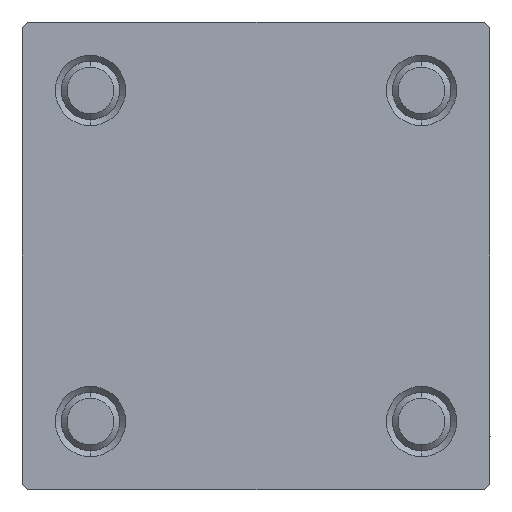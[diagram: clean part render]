
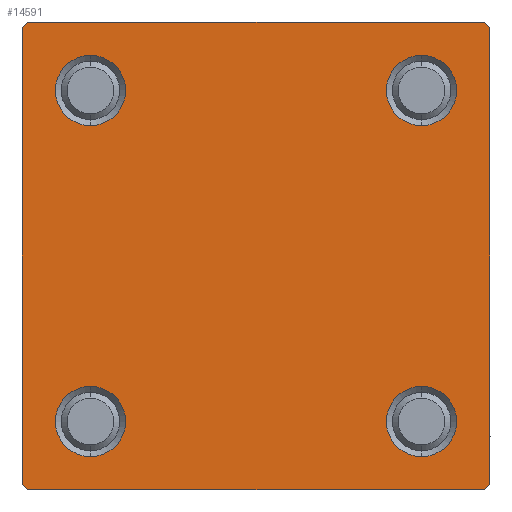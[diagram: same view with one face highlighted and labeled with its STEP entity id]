
A CAD part, left-side view. The second image highlights one B-rep face of the part: STEP entity #14591.
In plain terms, the highlighted planar face has unit normal (-1, 0, 0).
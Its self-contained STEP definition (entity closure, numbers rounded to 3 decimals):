
#109 = VERTEX_POINT ( 'NONE', #7376 ) ;
#226 = EDGE_CURVE ( 'NONE', #24851, #10274, #43820, .T. ) ;
#576 = DIRECTION ( 'NONE',  ( 0., -1., 0. ) ) ;
#622 = CARTESIAN_POINT ( 'NONE',  ( 0., -20., -19.5 ) ) ;
#660 = EDGE_CURVE ( 'NONE', #43731, #21021, #45469, .T. ) ;
#710 = VERTEX_POINT ( 'NONE', #46731 ) ;
#1078 = CARTESIAN_POINT ( 'NONE',  ( 0., 20., -20. ) ) ;
#1100 = AXIS2_PLACEMENT_3D ( 'NONE', #44092, #1791, #47421 ) ;
#1361 = ORIENTED_EDGE ( 'NONE', *, *, #44065, .T. ) ;
#1609 = VERTEX_POINT ( 'NONE', #622 ) ;
#1791 = DIRECTION ( 'NONE',  ( 1., 0., 0. ) ) ;
#2270 = FACE_BOUND ( 'NONE', #20566, .T. ) ;
#2446 = ORIENTED_EDGE ( 'NONE', *, *, #30913, .T. ) ;
#2561 = CARTESIAN_POINT ( 'NONE',  ( 0., 14.15, 17.15 ) ) ;
#3022 = LINE ( 'NONE', #23115, #12601 ) ;
#3430 = CIRCLE ( 'NONE', #7497, 3. ) ;
#3606 = CARTESIAN_POINT ( 'NONE',  ( 0., 14.15, 11.15 ) ) ;
#3921 = EDGE_CURVE ( 'NONE', #19298, #13156, #3430, .T. ) ;
#4912 = CARTESIAN_POINT ( 'NONE',  ( 0., 20., 20. ) ) ;
#5117 = AXIS2_PLACEMENT_3D ( 'NONE', #30367, #29859, #10513 ) ;
#5148 = CARTESIAN_POINT ( 'NONE',  ( 0., -14.15, -14.15 ) ) ;
#5515 = VERTEX_POINT ( 'NONE', #28518 ) ;
#5934 = VERTEX_POINT ( 'NONE', #21436 ) ;
#6098 = ORIENTED_EDGE ( 'NONE', *, *, #226, .T. ) ;
#6245 = CARTESIAN_POINT ( 'NONE',  ( 0., 20., 20. ) ) ;
#6264 = CARTESIAN_POINT ( 'NONE',  ( 0., 20., -19.5 ) ) ;
#6401 = DIRECTION ( 'NONE',  ( 1., 0., 0. ) ) ;
#7376 = CARTESIAN_POINT ( 'NONE',  ( 0., 19.5, -20. ) ) ;
#7484 = EDGE_CURVE ( 'NONE', #5515, #26302, #39318, .T. ) ;
#7497 = AXIS2_PLACEMENT_3D ( 'NONE', #33367, #6401, #14776 ) ;
#7817 = ORIENTED_EDGE ( 'NONE', *, *, #33186, .T. ) ;
#7972 = CIRCLE ( 'NONE', #23410, 3. ) ;
#8595 = ORIENTED_EDGE ( 'NONE', *, *, #7484, .T. ) ;
#9130 = ORIENTED_EDGE ( 'NONE', *, *, #3921, .T. ) ;
#9786 = DIRECTION ( 'NONE',  ( 1., 0., 0. ) ) ;
#9802 = DIRECTION ( 'NONE',  ( 0., -1., 0. ) ) ;
#10093 = CARTESIAN_POINT ( 'NONE',  ( 0., 19.5, 20. ) ) ;
#10127 = AXIS2_PLACEMENT_3D ( 'NONE', #21356, #37643, #32809 ) ;
#10274 = VERTEX_POINT ( 'NONE', #49284 ) ;
#10386 = FACE_BOUND ( 'NONE', #39289, .T. ) ;
#10431 = VECTOR ( 'NONE', #9802, 1000. ) ;
#10513 = DIRECTION ( 'NONE',  ( 0., 0., 1. ) ) ;
#10593 = EDGE_CURVE ( 'NONE', #5934, #1609, #39014, .T. ) ;
#10979 = DIRECTION ( 'NONE',  ( 0., -0.707, 0.707 ) ) ;
#11049 = AXIS2_PLACEMENT_3D ( 'NONE', #44712, #9786, #25325 ) ;
#11957 = CARTESIAN_POINT ( 'NONE',  ( 0., -20., 20. ) ) ;
#11993 = CARTESIAN_POINT ( 'NONE',  ( 0., -19.5, 20. ) ) ;
#12081 = AXIS2_PLACEMENT_3D ( 'NONE', #48118, #36115, #47610 ) ;
#12307 = VERTEX_POINT ( 'NONE', #6264 ) ;
#12568 = VERTEX_POINT ( 'NONE', #24054 ) ;
#12601 = VECTOR ( 'NONE', #15477, 1000. ) ;
#13156 = VERTEX_POINT ( 'NONE', #2561 ) ;
#13815 = ORIENTED_EDGE ( 'NONE', *, *, #41801, .F. ) ;
#14007 = ORIENTED_EDGE ( 'NONE', *, *, #14725, .T. ) ;
#14113 = DIRECTION ( 'NONE',  ( 0., 0.707, 0.707 ) ) ;
#14591 = ADVANCED_FACE ( 'NONE', ( #37147, #10386, #2270, #48392, #17783 ), #48888, .T. ) ;
#14725 = EDGE_CURVE ( 'NONE', #12307, #109, #3022, .T. ) ;
#14776 = DIRECTION ( 'NONE',  ( 0., 0., 1. ) ) ;
#15268 = DIRECTION ( 'NONE',  ( 0., 0., -1. ) ) ;
#15477 = DIRECTION ( 'NONE',  ( 0., -0.707, -0.707 ) ) ;
#15559 = CARTESIAN_POINT ( 'NONE',  ( 0., -19.75, -19.75 ) ) ;
#15676 = CIRCLE ( 'NONE', #5117, 3. ) ;
#16851 = ORIENTED_EDGE ( 'NONE', *, *, #27591, .T. ) ;
#17783 = FACE_OUTER_BOUND ( 'NONE', #30275, .T. ) ;
#17834 = EDGE_CURVE ( 'NONE', #26302, #5515, #46051, .T. ) ;
#18937 = ORIENTED_EDGE ( 'NONE', *, *, #29069, .T. ) ;
#19298 = VERTEX_POINT ( 'NONE', #3606 ) ;
#20246 = CARTESIAN_POINT ( 'NONE',  ( 0., 14.15, -11.15 ) ) ;
#20514 = CIRCLE ( 'NONE', #34337, 3. ) ;
#20566 = EDGE_LOOP ( 'NONE', ( #6098, #23116 ) ) ;
#20813 = VECTOR ( 'NONE', #15268, 1000. ) ;
#21021 = VERTEX_POINT ( 'NONE', #11993 ) ;
#21356 = CARTESIAN_POINT ( 'NONE',  ( 0., 0., 0. ) ) ;
#21436 = CARTESIAN_POINT ( 'NONE',  ( 0., -19.5, -20. ) ) ;
#21498 = EDGE_CURVE ( 'NONE', #32456, #710, #7972, .T. ) ;
#22743 = CARTESIAN_POINT ( 'NONE',  ( 0., -14.15, 14.15 ) ) ;
#23115 = CARTESIAN_POINT ( 'NONE',  ( 0., 19.75, -19.75 ) ) ;
#23116 = ORIENTED_EDGE ( 'NONE', *, *, #32356, .T. ) ;
#23410 = AXIS2_PLACEMENT_3D ( 'NONE', #5148, #36205, #47961 ) ;
#24047 = CIRCLE ( 'NONE', #11049, 3. ) ;
#24054 = CARTESIAN_POINT ( 'NONE',  ( 0., -20., 19.5 ) ) ;
#24075 = AXIS2_PLACEMENT_3D ( 'NONE', #22743, #34198, #33674 ) ;
#24851 = VERTEX_POINT ( 'NONE', #20246 ) ;
#25325 = DIRECTION ( 'NONE',  ( 0., 0., 1. ) ) ;
#25353 = CARTESIAN_POINT ( 'NONE',  ( 0., -19.75, 19.75 ) ) ;
#25736 = CARTESIAN_POINT ( 'NONE',  ( 0., -14.15, -11.15 ) ) ;
#26228 = ORIENTED_EDGE ( 'NONE', *, *, #10593, .T. ) ;
#26302 = VERTEX_POINT ( 'NONE', #43010 ) ;
#26991 = LINE ( 'NONE', #11957, #20813 ) ;
#27228 = VECTOR ( 'NONE', #10979, 1000. ) ;
#27505 = VERTEX_POINT ( 'NONE', #38081 ) ;
#27591 = EDGE_CURVE ( 'NONE', #12568, #21021, #48812, .T. ) ;
#27622 = EDGE_LOOP ( 'NONE', ( #47926, #8595 ) ) ;
#28518 = CARTESIAN_POINT ( 'NONE',  ( 0., -14.15, 11.15 ) ) ;
#29069 = EDGE_CURVE ( 'NONE', #109, #5934, #36461, .T. ) ;
#29294 = DIRECTION ( 'NONE',  ( 1., 0., 0. ) ) ;
#29859 = DIRECTION ( 'NONE',  ( 1., 0., 0. ) ) ;
#30275 = EDGE_LOOP ( 'NONE', ( #42773, #14007, #18937, #26228, #13815, #16851, #33250, #2446 ) ) ;
#30367 = CARTESIAN_POINT ( 'NONE',  ( 0., -14.15, -14.15 ) ) ;
#30913 = EDGE_CURVE ( 'NONE', #43731, #27505, #38660, .T. ) ;
#32356 = EDGE_CURVE ( 'NONE', #10274, #24851, #20514, .T. ) ;
#32367 = CARTESIAN_POINT ( 'NONE',  ( 0., 14.15, -14.15 ) ) ;
#32450 = VECTOR ( 'NONE', #576, 1000. ) ;
#32456 = VERTEX_POINT ( 'NONE', #25736 ) ;
#32809 = DIRECTION ( 'NONE',  ( 0., 0., 1. ) ) ;
#33186 = EDGE_CURVE ( 'NONE', #710, #32456, #15676, .T. ) ;
#33250 = ORIENTED_EDGE ( 'NONE', *, *, #660, .F. ) ;
#33342 = EDGE_CURVE ( 'NONE', #27505, #12307, #39804, .T. ) ;
#33367 = CARTESIAN_POINT ( 'NONE',  ( 0., 14.15, 14.15 ) ) ;
#33674 = DIRECTION ( 'NONE',  ( 0., 0., 1. ) ) ;
#34198 = DIRECTION ( 'NONE',  ( 1., 0., 0. ) ) ;
#34337 = AXIS2_PLACEMENT_3D ( 'NONE', #32367, #29294, #44861 ) ;
#34438 = ORIENTED_EDGE ( 'NONE', *, *, #21498, .T. ) ;
#35212 = VECTOR ( 'NONE', #35955, 1000. ) ;
#35955 = DIRECTION ( 'NONE',  ( 0., 0., -1. ) ) ;
#36115 = DIRECTION ( 'NONE',  ( 1., 0., 0. ) ) ;
#36205 = DIRECTION ( 'NONE',  ( 1., 0., 0. ) ) ;
#36461 = LINE ( 'NONE', #1078, #32450 ) ;
#37147 = FACE_BOUND ( 'NONE', #27622, .T. ) ;
#37643 = DIRECTION ( 'NONE',  ( -1., 0., 0. ) ) ;
#37896 = DIRECTION ( 'NONE',  ( 0., 0.707, -0.707 ) ) ;
#38081 = CARTESIAN_POINT ( 'NONE',  ( 0., 20., 19.5 ) ) ;
#38660 = LINE ( 'NONE', #50406, #48018 ) ;
#39014 = LINE ( 'NONE', #15559, #27228 ) ;
#39289 = EDGE_LOOP ( 'NONE', ( #34438, #7817 ) ) ;
#39318 = CIRCLE ( 'NONE', #1100, 3. ) ;
#39804 = LINE ( 'NONE', #4912, #35212 ) ;
#41801 = EDGE_CURVE ( 'NONE', #12568, #1609, #26991, .T. ) ;
#42773 = ORIENTED_EDGE ( 'NONE', *, *, #33342, .T. ) ;
#43010 = CARTESIAN_POINT ( 'NONE',  ( 0., -14.15, 17.15 ) ) ;
#43731 = VERTEX_POINT ( 'NONE', #10093 ) ;
#43820 = CIRCLE ( 'NONE', #12081, 3. ) ;
#44065 = EDGE_CURVE ( 'NONE', #13156, #19298, #24047, .T. ) ;
#44092 = CARTESIAN_POINT ( 'NONE',  ( 0., -14.15, 14.15 ) ) ;
#44712 = CARTESIAN_POINT ( 'NONE',  ( 0., 14.15, 14.15 ) ) ;
#44861 = DIRECTION ( 'NONE',  ( 0., 0., 1. ) ) ;
#45469 = LINE ( 'NONE', #6245, #10431 ) ;
#46051 = CIRCLE ( 'NONE', #24075, 3. ) ;
#46731 = CARTESIAN_POINT ( 'NONE',  ( 0., -14.15, -17.15 ) ) ;
#47108 = VECTOR ( 'NONE', #14113, 1000. ) ;
#47305 = EDGE_LOOP ( 'NONE', ( #1361, #9130 ) ) ;
#47421 = DIRECTION ( 'NONE',  ( 0., 0., 1. ) ) ;
#47610 = DIRECTION ( 'NONE',  ( 0., 0., 1. ) ) ;
#47926 = ORIENTED_EDGE ( 'NONE', *, *, #17834, .T. ) ;
#47961 = DIRECTION ( 'NONE',  ( 0., 0., 1. ) ) ;
#48018 = VECTOR ( 'NONE', #37896, 1000. ) ;
#48118 = CARTESIAN_POINT ( 'NONE',  ( 0., 14.15, -14.15 ) ) ;
#48392 = FACE_BOUND ( 'NONE', #47305, .T. ) ;
#48812 = LINE ( 'NONE', #25353, #47108 ) ;
#48888 = PLANE ( 'NONE',  #10127 ) ;
#49284 = CARTESIAN_POINT ( 'NONE',  ( 0., 14.15, -17.15 ) ) ;
#50406 = CARTESIAN_POINT ( 'NONE',  ( 0., 19.75, 19.75 ) ) ;
